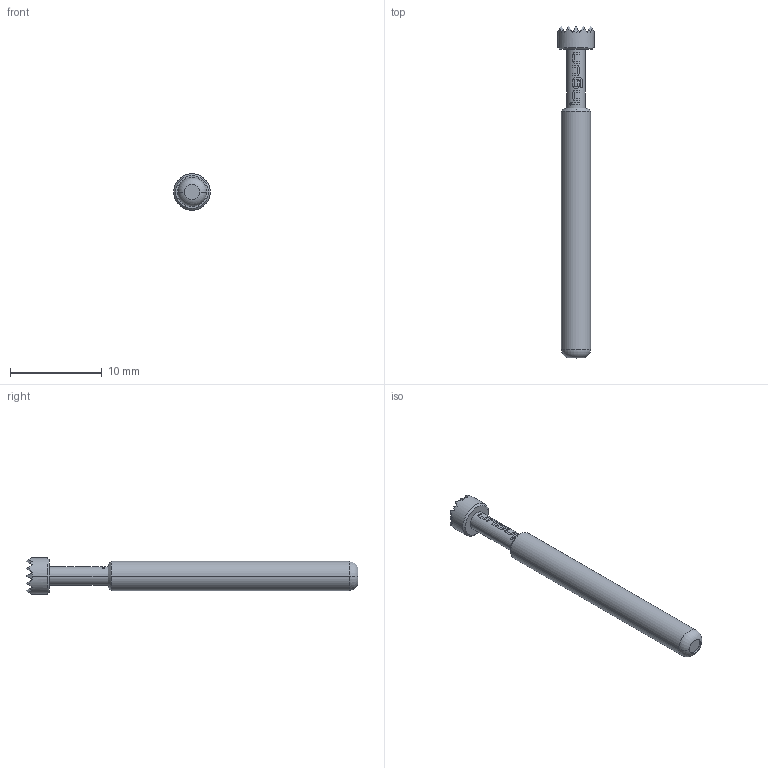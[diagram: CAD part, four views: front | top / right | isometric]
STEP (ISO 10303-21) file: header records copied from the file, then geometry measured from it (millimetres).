
FILE_DESCRIPTION (( 'STEP AP203' ), '1' );
FILE_NAME ('INGUN_GKS-005_206_396_A_xx00.STEP', '2021-09-13T06:41:03', ( 'ochi' ), ( '' ), 'SwSTEP 2.0', 'SolidWorks 2018', '' );
FILE_SCHEMA (( 'CONFIG_CONTROL_DESIGN' ));
Length unit declared in the file: millimetre
Products named in the file (1): INGUN_GKS-005_206_396_A_xx00
Bounding box: 3.96 x 36.1 x 3.96 mm (x, y, z)
Volume: 256.7 mm3; surface area: 375.3 mm2
Topology: 1 solids, 1 shells, 177 faces, 396 edges, 229 vertices
Faces by surface type: plane 108, bspline 49, cylinder 14, cone 4, torus 2
Entity records: 6210 total; most frequent: CARTESIAN_POINT 2899, ORIENTED_EDGE 792, DIRECTION 446, EDGE_CURVE 396, VERTEX_POINT 229, B_SPLINE_CURVE_WITH_KNOTS 186, EDGE_LOOP 185, FACE_OUTER_BOUND 177
